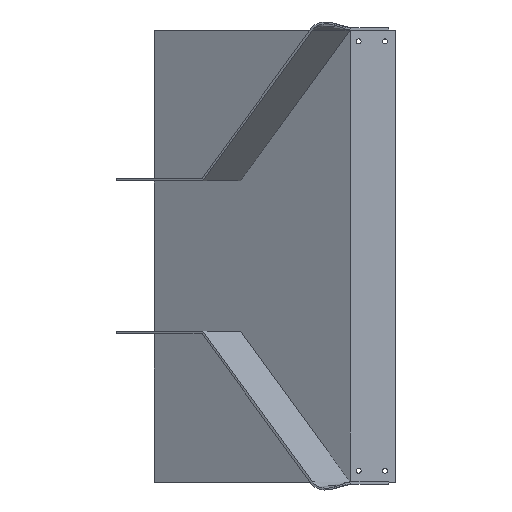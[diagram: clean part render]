
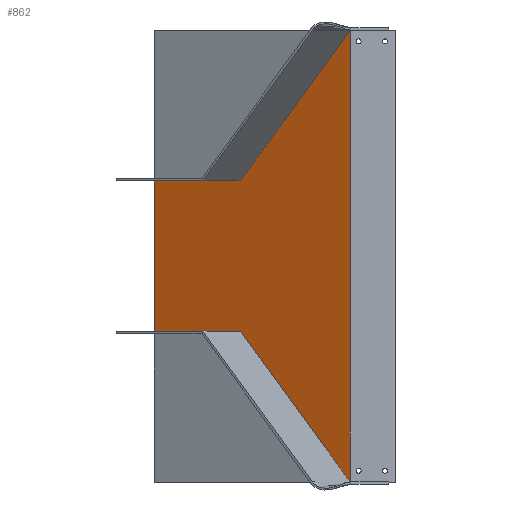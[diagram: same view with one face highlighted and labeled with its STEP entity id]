
A CAD part, top view. The second image highlights one B-rep face of the part: STEP entity #862.
In plain terms, the highlighted planar face has unit normal (-0.5, 0, 0.866).
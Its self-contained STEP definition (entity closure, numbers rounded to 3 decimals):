
#185=CARTESIAN_POINT('Vertex',(8.877,100.,-40.131)) ;
#188=CARTESIAN_POINT('Line Origine',(66.113,100.,-7.086)) ;
#192=CARTESIAN_POINT('Vertex',(123.348,100.,25.959)) ;
#219=CARTESIAN_POINT('Line Origine',(196.017,200.,67.914)) ;
#223=CARTESIAN_POINT('Vertex',(268.685,300.,109.869)) ;
#341=CARTESIAN_POINT('Axis2P3D Location',(268.685,300.,109.869)) ;
#526=CARTESIAN_POINT('Vertex',(268.685,-300.,109.869)) ;
#543=CARTESIAN_POINT('Line Origine',(268.685,0.,109.869)) ;
#835=CARTESIAN_POINT('Line Origine',(8.877,0.,-40.131)) ;
#839=CARTESIAN_POINT('Vertex',(8.877,-100.,-40.131)) ;
#842=CARTESIAN_POINT('Line Origine',(66.113,-100.,-7.086)) ;
#846=CARTESIAN_POINT('Vertex',(123.348,-100.,25.959)) ;
#849=CARTESIAN_POINT('Line Origine',(196.017,-200.,67.914)) ;
#190=VECTOR('Line Direction',#189,1.) ;
#221=VECTOR('Line Direction',#220,1.) ;
#545=VECTOR('Line Direction',#544,1.) ;
#837=VECTOR('Line Direction',#836,1.) ;
#844=VECTOR('Line Direction',#843,1.) ;
#851=VECTOR('Line Direction',#850,1.) ;
#189=DIRECTION('Vector Direction',(-0.866,0.,-0.5)) ;
#220=DIRECTION('Vector Direction',(-0.557,-0.766,-0.321)) ;
#342=DIRECTION('Axis2P3D Direction',(-0.5,0.,0.866)) ;
#343=DIRECTION('Axis2P3D XDirection',(-0.866,0.,-0.5)) ;
#544=DIRECTION('Vector Direction',(0.,-1.,0.)) ;
#836=DIRECTION('Vector Direction',(0.,-1.,0.)) ;
#843=DIRECTION('Vector Direction',(-0.866,0.,-0.5)) ;
#850=DIRECTION('Vector Direction',(-0.557,0.766,-0.321)) ;
#344=AXIS2_PLACEMENT_3D('Plane Axis2P3D',#341,#342,#343) ;
#191=LINE('Line',#188,#190) ;
#222=LINE('Line',#219,#221) ;
#546=LINE('Line',#543,#545) ;
#838=LINE('Line',#835,#837) ;
#845=LINE('Line',#842,#844) ;
#852=LINE('Line',#849,#851) ;
#345=PLANE('',#344) ;
#194=EDGE_CURVE('',#193,#186,#191,.T.) ;
#225=EDGE_CURVE('',#224,#193,#222,.T.) ;
#547=EDGE_CURVE('',#224,#527,#546,.T.) ;
#841=EDGE_CURVE('',#186,#840,#838,.T.) ;
#848=EDGE_CURVE('',#847,#840,#845,.T.) ;
#853=EDGE_CURVE('',#527,#847,#852,.T.) ;
#855=ORIENTED_EDGE('',*,*,#547,.F.) ;
#856=ORIENTED_EDGE('',*,*,#225,.T.) ;
#857=ORIENTED_EDGE('',*,*,#194,.T.) ;
#858=ORIENTED_EDGE('',*,*,#841,.T.) ;
#859=ORIENTED_EDGE('',*,*,#848,.F.) ;
#860=ORIENTED_EDGE('',*,*,#853,.F.) ;
#854=EDGE_LOOP('',(#855,#856,#857,#858,#859,#860)) ;
#186=VERTEX_POINT('',#185) ;
#193=VERTEX_POINT('',#192) ;
#224=VERTEX_POINT('',#223) ;
#527=VERTEX_POINT('',#526) ;
#840=VERTEX_POINT('',#839) ;
#847=VERTEX_POINT('',#846) ;
#862=ADVANCED_FACE('PartBody',(#861),#345,.T.) ;
#861=FACE_OUTER_BOUND('',#854,.T.) ;
